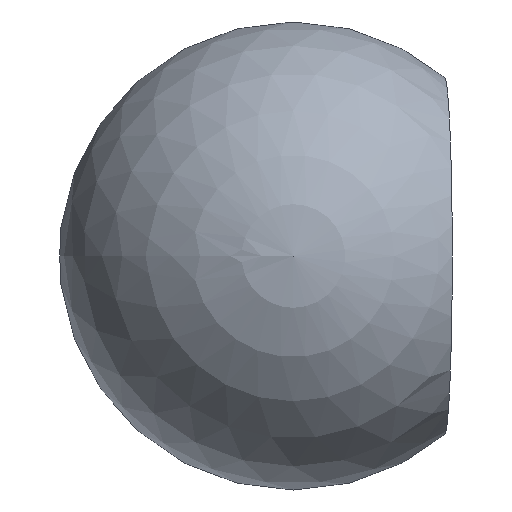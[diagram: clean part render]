
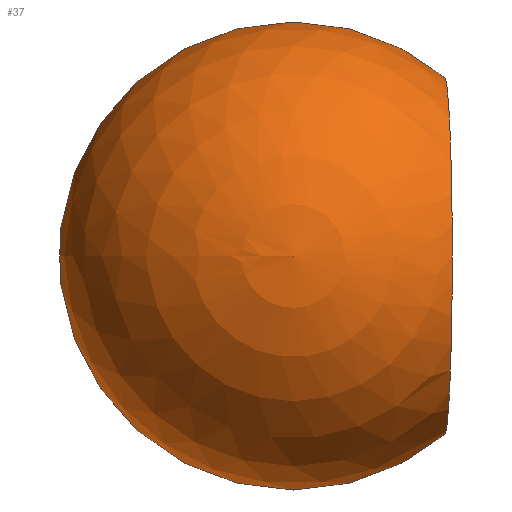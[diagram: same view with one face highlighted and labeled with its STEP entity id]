
A CAD part, left-side view. The second image highlights one B-rep face of the part: STEP entity #37.
In plain terms, the highlighted spherical face has radius 11.05 mm.
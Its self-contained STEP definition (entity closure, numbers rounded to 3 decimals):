
#37 = ADVANCED_FACE( '', ( #80, #81 ), #82, .T. );
#80 = FACE_BOUND( '', #140, .T. );
#81 = FACE_OUTER_BOUND( '', #141, .T. );
#82 = SPHERICAL_SURFACE( '', #142, 11.05 );
#140 = VERTEX_LOOP( '', #194 );
#141 = EDGE_LOOP( '', ( #195, #196 ) );
#142 = AXIS2_PLACEMENT_3D( '', #197, #198, #199 );
#194 = VERTEX_POINT( '', #276 );
#195 = ORIENTED_EDGE( '', *, *, #277, .F. );
#196 = ORIENTED_EDGE( '', *, *, #278, .T. );
#197 = CARTESIAN_POINT( '', ( 0., 0., 0. ) );
#198 = DIRECTION( '', ( 1., 0., 0. ) );
#199 = DIRECTION( '', ( 0., 1., 0. ) );
#276 = CARTESIAN_POINT( '', ( -11.05, 0., 0. ) );
#277 = EDGE_CURVE( '', #306, #307, #308, .T. );
#278 = EDGE_CURVE( '', #306, #307, #309, .F. );
#306 = VERTEX_POINT( '', #344 );
#307 = VERTEX_POINT( '', #345 );
#308 = CIRCLE( '', #346, 6.979 );
#309 = CIRCLE( '', #347, 8.425 );
#344 = CARTESIAN_POINT( '', ( 8.567, -6.783, -1.643 ) );
#345 = CARTESIAN_POINT( '', ( 8.567, -6.783, 1.643 ) );
#346 = AXIS2_PLACEMENT_3D( '', #388, #389, #390 );
#347 = AXIS2_PLACEMENT_3D( '', #391, #392, #393 );
#388 = CARTESIAN_POINT( '', ( 8.567, 0., 0. ) );
#389 = DIRECTION( '', ( 1., 0., 0. ) );
#390 = DIRECTION( '', ( 0., 0., -1. ) );
#391 = CARTESIAN_POINT( '', ( 0.312, -7.143, 0. ) );
#392 = DIRECTION( '', ( 0.044, -0.999, 0. ) );
#393 = DIRECTION( '', ( 0.999, 0.044, 0. ) );
